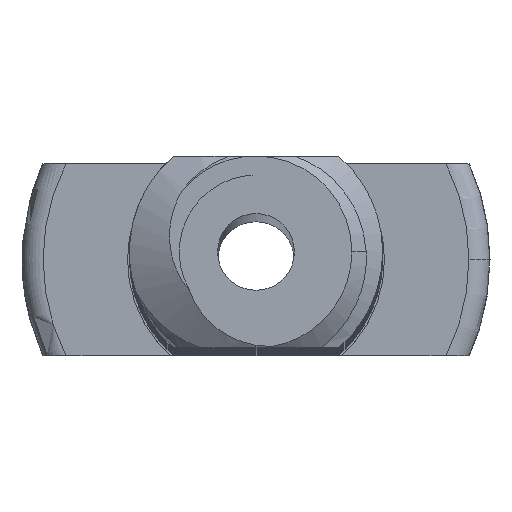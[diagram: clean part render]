
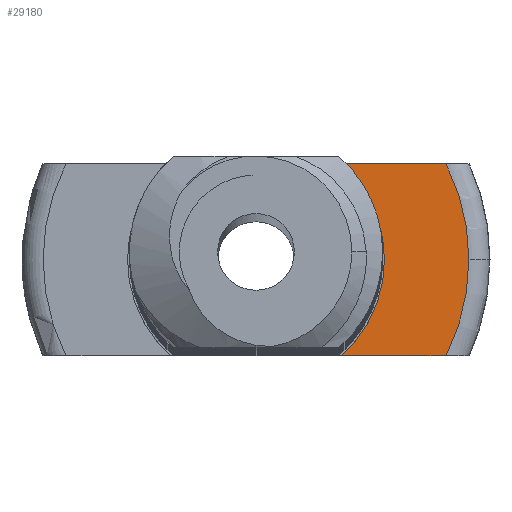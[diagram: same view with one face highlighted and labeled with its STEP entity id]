
A CAD part, top view. The second image highlights one B-rep face of the part: STEP entity #29180.
In plain terms, the highlighted planar face has unit normal (0, 0, 1).
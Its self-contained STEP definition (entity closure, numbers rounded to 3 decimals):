
#8183 = PLANE('',#8184);
#8184 = AXIS2_PLACEMENT_3D('',#8185,#8186,#8187);
#8185 = CARTESIAN_POINT('',(-12.5,-2.5,200.));
#8186 = DIRECTION('',(0.,1.,0.));
#8187 = DIRECTION('',(-1.,0.,0.));
#8972 = PLANE('',#8973);
#8973 = AXIS2_PLACEMENT_3D('',#8974,#8975,#8976);
#8974 = CARTESIAN_POINT('',(-12.5,2.5,200.));
#8975 = DIRECTION('',(0.,-1.,0.));
#8976 = DIRECTION('',(1.,0.,0.));
#12348 = VERTEX_POINT('',#12349);
#12349 = CARTESIAN_POINT('',(4.955,-2.5,0.));
#12401 = TOROIDAL_SURFACE('',#12402,5.55,0.55);
#12402 = AXIS2_PLACEMENT_3D('',#12403,#12404,#12405);
#12403 = CARTESIAN_POINT('',(0.,0.,-0.55
    ));
#12404 = DIRECTION('',(0.,0.,1.));
#12405 = DIRECTION('',(1.,0.,0.));
#12432 = EDGE_CURVE('',#12433,#12348,#12435,.T.);
#12433 = VERTEX_POINT('',#12434);
#12434 = CARTESIAN_POINT('',(2.23,-2.5,0.));
#12435 = SURFACE_CURVE('',#12436,(#12440,#12447),.PCURVE_S1.);
#12436 = LINE('',#12437,#12438);
#12437 = CARTESIAN_POINT('',(-6.25,-2.5,0.));
#12438 = VECTOR('',#12439,1.);
#12439 = DIRECTION('',(1.,0.,0.));
#12440 = PCURVE('',#8183,#12441);
#12441 = DEFINITIONAL_REPRESENTATION('',(#12442),#12446);
#12442 = LINE('',#12443,#12444);
#12443 = CARTESIAN_POINT('',(-6.25,-200.));
#12444 = VECTOR('',#12445,1.);
#12445 = DIRECTION('',(-1.,0.));
#12446 = ( GEOMETRIC_REPRESENTATION_CONTEXT(2) 
PARAMETRIC_REPRESENTATION_CONTEXT() REPRESENTATION_CONTEXT('2D SPACE',''
  ) );
#12447 = PCURVE('',#12448,#12453);
#12448 = PLANE('',#12449);
#12449 = AXIS2_PLACEMENT_3D('',#12450,#12451,#12452);
#12450 = CARTESIAN_POINT('',(0.,0.,
    0.));
#12451 = DIRECTION('',(0.,0.,-1.));
#12452 = DIRECTION('',(1.,0.,0.));
#12453 = DEFINITIONAL_REPRESENTATION('',(#12454),#12458);
#12454 = LINE('',#12455,#12456);
#12455 = CARTESIAN_POINT('',(-6.25,2.5));
#12456 = VECTOR('',#12457,1.);
#12457 = DIRECTION('',(1.,0.));
#12458 = ( GEOMETRIC_REPRESENTATION_CONTEXT(2) 
PARAMETRIC_REPRESENTATION_CONTEXT() REPRESENTATION_CONTEXT('2D SPACE',''
  ) );
#12476 = CYLINDRICAL_SURFACE('',#12477,3.35);
#12477 = AXIS2_PLACEMENT_3D('',#12478,#12479,#12480);
#12478 = CARTESIAN_POINT('',(0.,0.,1.8)
  );
#12479 = DIRECTION('',(0.,0.,-1.));
#12480 = DIRECTION('',(1.,0.,0.));
#23827 = TOROIDAL_SURFACE('',#23828,5.55,0.55);
#23828 = AXIS2_PLACEMENT_3D('',#23829,#23830,#23831);
#23829 = CARTESIAN_POINT('',(0.,0.,-0.55
    ));
#23830 = DIRECTION('',(0.,0.,1.));
#23831 = DIRECTION('',(1.,0.,0.));
#25937 = VERTEX_POINT('',#25938);
#25938 = CARTESIAN_POINT('',(4.955,2.5,0.));
#26016 = EDGE_CURVE('',#26017,#25937,#26019,.T.);
#26017 = VERTEX_POINT('',#26018);
#26018 = CARTESIAN_POINT('',(2.23,2.5,0.));
#26019 = SURFACE_CURVE('',#26020,(#26024,#26031),.PCURVE_S1.);
#26020 = LINE('',#26021,#26022);
#26021 = CARTESIAN_POINT('',(-6.25,2.5,0.));
#26022 = VECTOR('',#26023,1.);
#26023 = DIRECTION('',(1.,0.,0.));
#26024 = PCURVE('',#8972,#26025);
#26025 = DEFINITIONAL_REPRESENTATION('',(#26026),#26030);
#26026 = LINE('',#26027,#26028);
#26027 = CARTESIAN_POINT('',(6.25,-200.));
#26028 = VECTOR('',#26029,1.);
#26029 = DIRECTION('',(1.,0.));
#26030 = ( GEOMETRIC_REPRESENTATION_CONTEXT(2) 
PARAMETRIC_REPRESENTATION_CONTEXT() REPRESENTATION_CONTEXT('2D SPACE',''
  ) );
#26031 = PCURVE('',#12448,#26032);
#26032 = DEFINITIONAL_REPRESENTATION('',(#26033),#26037);
#26033 = LINE('',#26034,#26035);
#26034 = CARTESIAN_POINT('',(-6.25,-2.5));
#26035 = VECTOR('',#26036,1.);
#26036 = DIRECTION('',(1.,0.));
#26037 = ( GEOMETRIC_REPRESENTATION_CONTEXT(2) 
PARAMETRIC_REPRESENTATION_CONTEXT() REPRESENTATION_CONTEXT('2D SPACE',''
  ) );
#26053 = CYLINDRICAL_SURFACE('',#26054,3.35);
#26054 = AXIS2_PLACEMENT_3D('',#26055,#26056,#26057);
#26055 = CARTESIAN_POINT('',(0.,0.,1.8)
  );
#26056 = DIRECTION('',(0.,0.,-1.));
#26057 = DIRECTION('',(1.,0.,0.));
#29107 = VERTEX_POINT('',#29108);
#29108 = CARTESIAN_POINT('',(3.35,0.,0.
    ));
#29131 = EDGE_CURVE('',#29107,#12433,#29132,.T.);
#29132 = SURFACE_CURVE('',#29133,(#29138,#29145),.PCURVE_S1.);
#29133 = CIRCLE('',#29134,3.35);
#29134 = AXIS2_PLACEMENT_3D('',#29135,#29136,#29137);
#29135 = CARTESIAN_POINT('',(0.,0.,
    0.));
#29136 = DIRECTION('',(0.,0.,-1.));
#29137 = DIRECTION('',(1.,0.,0.));
#29138 = PCURVE('',#12476,#29139);
#29139 = DEFINITIONAL_REPRESENTATION('',(#29140),#29144);
#29140 = LINE('',#29141,#29142);
#29141 = CARTESIAN_POINT('',(0.,1.8));
#29142 = VECTOR('',#29143,1.);
#29143 = DIRECTION('',(1.,0.));
#29144 = ( GEOMETRIC_REPRESENTATION_CONTEXT(2) 
PARAMETRIC_REPRESENTATION_CONTEXT() REPRESENTATION_CONTEXT('2D SPACE',''
  ) );
#29145 = PCURVE('',#12448,#29146);
#29146 = DEFINITIONAL_REPRESENTATION('',(#29147),#29151);
#29147 = CIRCLE('',#29148,3.35);
#29148 = AXIS2_PLACEMENT_2D('',#29149,#29150);
#29149 = CARTESIAN_POINT('',(0.,0.));
#29150 = DIRECTION('',(1.,0.));
#29151 = ( GEOMETRIC_REPRESENTATION_CONTEXT(2) 
PARAMETRIC_REPRESENTATION_CONTEXT() REPRESENTATION_CONTEXT('2D SPACE',''
  ) );
#29180 = ADVANCED_FACE('',(#29181),#12448,.F.);
#29181 = FACE_BOUND('',#29182,.T.);
#29182 = EDGE_LOOP('',(#29183,#29184,#29206,#29207,#29208,#29232));
#29183 = ORIENTED_EDGE('',*,*,#26016,.F.);
#29184 = ORIENTED_EDGE('',*,*,#29185,.T.);
#29185 = EDGE_CURVE('',#26017,#29107,#29186,.T.);
#29186 = SURFACE_CURVE('',#29187,(#29192,#29199),.PCURVE_S1.);
#29187 = CIRCLE('',#29188,3.35);
#29188 = AXIS2_PLACEMENT_3D('',#29189,#29190,#29191);
#29189 = CARTESIAN_POINT('',(0.,0.,
    0.));
#29190 = DIRECTION('',(0.,0.,-1.));
#29191 = DIRECTION('',(1.,0.,0.));
#29192 = PCURVE('',#12448,#29193);
#29193 = DEFINITIONAL_REPRESENTATION('',(#29194),#29198);
#29194 = CIRCLE('',#29195,3.35);
#29195 = AXIS2_PLACEMENT_2D('',#29196,#29197);
#29196 = CARTESIAN_POINT('',(0.,0.));
#29197 = DIRECTION('',(1.,0.));
#29198 = ( GEOMETRIC_REPRESENTATION_CONTEXT(2) 
PARAMETRIC_REPRESENTATION_CONTEXT() REPRESENTATION_CONTEXT('2D SPACE',''
  ) );
#29199 = PCURVE('',#26053,#29200);
#29200 = DEFINITIONAL_REPRESENTATION('',(#29201),#29205);
#29201 = LINE('',#29202,#29203);
#29202 = CARTESIAN_POINT('',(0.,1.8));
#29203 = VECTOR('',#29204,1.);
#29204 = DIRECTION('',(1.,0.));
#29205 = ( GEOMETRIC_REPRESENTATION_CONTEXT(2) 
PARAMETRIC_REPRESENTATION_CONTEXT() REPRESENTATION_CONTEXT('2D SPACE',''
  ) );
#29206 = ORIENTED_EDGE('',*,*,#29131,.T.);
#29207 = ORIENTED_EDGE('',*,*,#12432,.T.);
#29208 = ORIENTED_EDGE('',*,*,#29209,.F.);
#29209 = EDGE_CURVE('',#29210,#12348,#29212,.T.);
#29210 = VERTEX_POINT('',#29211);
#29211 = CARTESIAN_POINT('',(5.55,0.,0.
    ));
#29212 = SURFACE_CURVE('',#29213,(#29218,#29225),.PCURVE_S1.);
#29213 = CIRCLE('',#29214,5.55);
#29214 = AXIS2_PLACEMENT_3D('',#29215,#29216,#29217);
#29215 = CARTESIAN_POINT('',(0.,0.,
    0.));
#29216 = DIRECTION('',(0.,0.,-1.));
#29217 = DIRECTION('',(1.,0.,0.));
#29218 = PCURVE('',#12448,#29219);
#29219 = DEFINITIONAL_REPRESENTATION('',(#29220),#29224);
#29220 = CIRCLE('',#29221,5.55);
#29221 = AXIS2_PLACEMENT_2D('',#29222,#29223);
#29222 = CARTESIAN_POINT('',(0.,0.));
#29223 = DIRECTION('',(1.,0.));
#29224 = ( GEOMETRIC_REPRESENTATION_CONTEXT(2) 
PARAMETRIC_REPRESENTATION_CONTEXT() REPRESENTATION_CONTEXT('2D SPACE',''
  ) );
#29225 = PCURVE('',#12401,#29226);
#29226 = DEFINITIONAL_REPRESENTATION('',(#29227),#29231);
#29227 = LINE('',#29228,#29229);
#29228 = CARTESIAN_POINT('',(0.,7.854));
#29229 = VECTOR('',#29230,1.);
#29230 = DIRECTION('',(-1.,0.));
#29231 = ( GEOMETRIC_REPRESENTATION_CONTEXT(2) 
PARAMETRIC_REPRESENTATION_CONTEXT() REPRESENTATION_CONTEXT('2D SPACE',''
  ) );
#29232 = ORIENTED_EDGE('',*,*,#29233,.F.);
#29233 = EDGE_CURVE('',#25937,#29210,#29234,.T.);
#29234 = SURFACE_CURVE('',#29235,(#29240,#29247),.PCURVE_S1.);
#29235 = CIRCLE('',#29236,5.55);
#29236 = AXIS2_PLACEMENT_3D('',#29237,#29238,#29239);
#29237 = CARTESIAN_POINT('',(0.,0.,
    0.));
#29238 = DIRECTION('',(0.,0.,-1.));
#29239 = DIRECTION('',(1.,0.,0.));
#29240 = PCURVE('',#12448,#29241);
#29241 = DEFINITIONAL_REPRESENTATION('',(#29242),#29246);
#29242 = CIRCLE('',#29243,5.55);
#29243 = AXIS2_PLACEMENT_2D('',#29244,#29245);
#29244 = CARTESIAN_POINT('',(0.,0.));
#29245 = DIRECTION('',(1.,0.));
#29246 = ( GEOMETRIC_REPRESENTATION_CONTEXT(2) 
PARAMETRIC_REPRESENTATION_CONTEXT() REPRESENTATION_CONTEXT('2D SPACE',''
  ) );
#29247 = PCURVE('',#23827,#29248);
#29248 = DEFINITIONAL_REPRESENTATION('',(#29249),#29253);
#29249 = LINE('',#29250,#29251);
#29250 = CARTESIAN_POINT('',(0.,7.854));
#29251 = VECTOR('',#29252,1.);
#29252 = DIRECTION('',(-1.,0.));
#29253 = ( GEOMETRIC_REPRESENTATION_CONTEXT(2) 
PARAMETRIC_REPRESENTATION_CONTEXT() REPRESENTATION_CONTEXT('2D SPACE',''
  ) );
